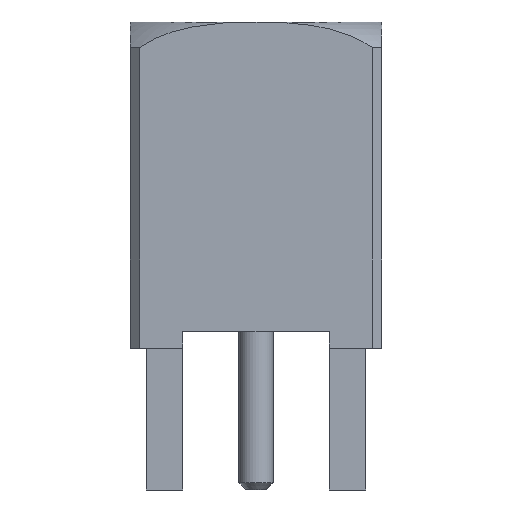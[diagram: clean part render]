
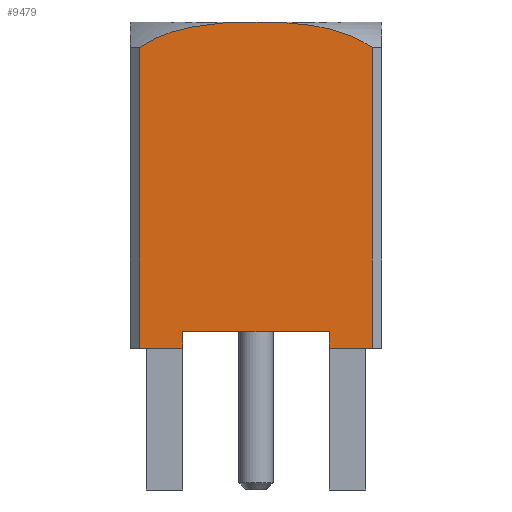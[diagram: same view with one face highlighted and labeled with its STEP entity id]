
A CAD part, left-side view. The second image highlights one B-rep face of the part: STEP entity #9479.
In plain terms, the highlighted planar face has unit normal (-1, 0, 0).
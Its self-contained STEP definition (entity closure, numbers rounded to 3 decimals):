
#34=LINE('',#17890,#774);
#35=LINE('',#17892,#775);
#36=LINE('',#17894,#776);
#37=LINE('',#17896,#777);
#38=LINE('',#17898,#778);
#39=LINE('',#17900,#779);
#40=LINE('',#17902,#780);
#774=VECTOR('',#15031,1000.);
#775=VECTOR('',#15032,1000.);
#776=VECTOR('',#15033,1000.);
#777=VECTOR('',#15034,1000.);
#778=VECTOR('',#15035,1000.);
#779=VECTOR('',#15036,1000.);
#780=VECTOR('',#15037,1000.);
#1514=B_SPLINE_CURVE_WITH_KNOTS('',3,(#17877,#17878,#17879,#17880,#17881),
 .UNSPECIFIED.,.F.,.F.,(4,1,4),(0.,0.002,
0.003),.UNSPECIFIED.);
#1515=B_SPLINE_CURVE_WITH_KNOTS('',3,(#17884,#17885,#17886,#17887,#17888),
 .UNSPECIFIED.,.F.,.F.,(4,1,4),(0.018,0.02,0.022),
 .UNSPECIFIED.);
#1854=PLANE('',#13954);
#2229=ORIENTED_EDGE('',*,*,#5146,.F.);
#2230=ORIENTED_EDGE('',*,*,#5147,.F.);
#2231=ORIENTED_EDGE('',*,*,#5148,.T.);
#2232=ORIENTED_EDGE('',*,*,#5149,.T.);
#2233=ORIENTED_EDGE('',*,*,#5150,.F.);
#2234=ORIENTED_EDGE('',*,*,#5151,.F.);
#2235=ORIENTED_EDGE('',*,*,#5152,.T.);
#2236=ORIENTED_EDGE('',*,*,#5153,.T.);
#2237=ORIENTED_EDGE('',*,*,#5154,.T.);
#5146=EDGE_CURVE('',#6608,#6609,#1514,.T.);
#5147=EDGE_CURVE('',#6610,#6608,#1515,.T.);
#5148=EDGE_CURVE('',#6610,#6611,#34,.T.);
#5149=EDGE_CURVE('',#6611,#6612,#35,.T.);
#5150=EDGE_CURVE('',#6613,#6612,#36,.T.);
#5151=EDGE_CURVE('',#6614,#6613,#37,.T.);
#5152=EDGE_CURVE('',#6614,#6615,#38,.T.);
#5153=EDGE_CURVE('',#6615,#6616,#39,.T.);
#5154=EDGE_CURVE('',#6616,#6609,#40,.T.);
#6608=VERTEX_POINT('',#17882);
#6609=VERTEX_POINT('',#17883);
#6610=VERTEX_POINT('',#17889);
#6611=VERTEX_POINT('',#17891);
#6612=VERTEX_POINT('',#17893);
#6613=VERTEX_POINT('',#17895);
#6614=VERTEX_POINT('',#17897);
#6615=VERTEX_POINT('',#17899);
#6616=VERTEX_POINT('',#17901);
#8022=EDGE_LOOP('',(#2229,#2230,#2231,#2232,#2233,#2234,#2235,#2236,#2237));
#8712=FACE_BOUND('',#8022,.T.);
#9479=ADVANCED_FACE('',(#8712),#1854,.F.);
#13954=AXIS2_PLACEMENT_3D('',#17876,#15029,#15030);
#15029=DIRECTION('',(1.,0.,0.));
#15030=DIRECTION('',(0.,1.,0.));
#15031=DIRECTION('',(0.,0.,-1.));
#15032=DIRECTION('',(0.,-1.,0.));
#15033=DIRECTION('',(0.,0.,-1.));
#15034=DIRECTION('',(0.,1.,0.));
#15035=DIRECTION('',(0.,0.,-1.));
#15036=DIRECTION('',(0.,-1.,0.));
#15037=DIRECTION('',(0.,0.,1.));
#17876=CARTESIAN_POINT('',(-3.5,3.5,9.06));
#17877=CARTESIAN_POINT('',(-3.5,0.,9.06));
#17878=CARTESIAN_POINT('',(-3.5,-0.561,9.06));
#17879=CARTESIAN_POINT('',(-3.5,-1.676,9.021));
#17880=CARTESIAN_POINT('',(-3.5,-2.774,8.671));
#17881=CARTESIAN_POINT('',(-3.5,-3.23,8.348));
#17882=CARTESIAN_POINT('',(-3.5,0.,9.06));
#17883=CARTESIAN_POINT('',(-3.5,-3.23,8.348));
#17884=CARTESIAN_POINT('',(-3.5,3.23,8.348));
#17885=CARTESIAN_POINT('',(-3.5,2.774,8.671));
#17886=CARTESIAN_POINT('',(-3.5,1.684,9.02));
#17887=CARTESIAN_POINT('',(-3.5,0.561,9.06));
#17888=CARTESIAN_POINT('',(-3.5,0.,9.06));
#17889=CARTESIAN_POINT('',(-3.5,3.23,8.348));
#17890=CARTESIAN_POINT('',(-3.5,3.23,9.06));
#17891=CARTESIAN_POINT('',(-3.5,3.23,0.));
#17892=CARTESIAN_POINT('',(-3.5,3.5,0.));
#17893=CARTESIAN_POINT('',(-3.5,2.03,0.));
#17894=CARTESIAN_POINT('',(-3.5,2.03,0.46));
#17895=CARTESIAN_POINT('',(-3.5,2.03,0.46));
#17896=CARTESIAN_POINT('',(-3.5,-2.03,0.46));
#17897=CARTESIAN_POINT('',(-3.5,-2.03,0.46));
#17898=CARTESIAN_POINT('',(-3.5,-2.03,0.46));
#17899=CARTESIAN_POINT('',(-3.5,-2.03,0.));
#17900=CARTESIAN_POINT('',(-3.5,3.5,0.));
#17901=CARTESIAN_POINT('',(-3.5,-3.23,0.));
#17902=CARTESIAN_POINT('',(-3.5,-3.23,9.06));
